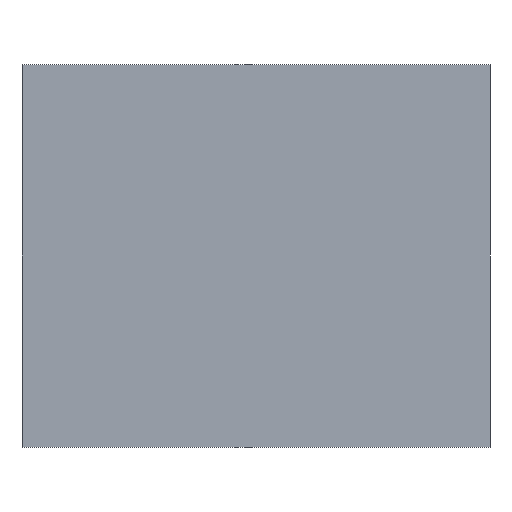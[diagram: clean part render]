
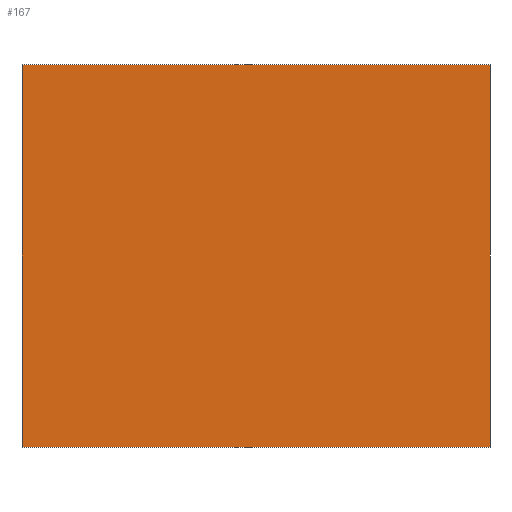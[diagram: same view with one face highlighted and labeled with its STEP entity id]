
A CAD part, left-side view. The second image highlights one B-rep face of the part: STEP entity #167.
In plain terms, the highlighted free-form (B-spline) face has degree [1, 1] with [2, 2] control points.
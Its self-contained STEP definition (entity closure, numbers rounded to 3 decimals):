
#8 = CARTESIAN_POINT ( 'NONE',  ( 0., 154.176, 130. ) ) ;
#9 = VERTEX_POINT ( 'NONE', #131 ) ;
#12 = B_SPLINE_SURFACE_WITH_KNOTS ( 'NONE', 1, 1, ( 
 ( #48, #210 ),
 ( #223, #51 ) ),
 .UNSPECIFIED., .F., .F., .F.,
 ( 2, 2 ),
 ( 2, 2 ),
 ( 0., 1. ),
 ( 0., 1. ),
 .UNSPECIFIED. ) ;
#16 = B_SPLINE_CURVE_WITH_KNOTS ( 'NONE', 1,
 ( #87, #169 ),
 .UNSPECIFIED., .F., .F.,
 ( 2, 2 ),
 ( 0., 1. ),
 .UNSPECIFIED. ) ;
#18 = VERTEX_POINT ( 'NONE', #217 ) ;
#21 = CARTESIAN_POINT ( 'NONE',  ( 0., -154.176, 130. ) ) ;
#28 = CARTESIAN_POINT ( 'NONE',  ( 0., -154.176, 130. ) ) ;
#38 = EDGE_LOOP ( 'NONE', ( #195, #179, #143, #130 ) ) ;
#44 = FACE_OUTER_BOUND ( 'NONE', #38, .T. ) ;
#48 = CARTESIAN_POINT ( 'NONE',  ( 0., -154.176, -122. ) ) ;
#51 = CARTESIAN_POINT ( 'NONE',  ( 0., 154.176, 130. ) ) ;
#61 = B_SPLINE_CURVE_WITH_KNOTS ( 'NONE', 1,
 ( #21, #120 ),
 .UNSPECIFIED., .F., .F.,
 ( 2, 2 ),
 ( 0., 1. ),
 .UNSPECIFIED. ) ;
#64 = EDGE_CURVE ( 'NONE', #9, #18, #16, .T. ) ;
#87 = CARTESIAN_POINT ( 'NONE',  ( 0., -154.176, -122. ) ) ;
#96 = VERTEX_POINT ( 'NONE', #219 ) ;
#107 = CARTESIAN_POINT ( 'NONE',  ( 0., 154.176, 130. ) ) ;
#112 = VERTEX_POINT ( 'NONE', #8 ) ;
#120 = CARTESIAN_POINT ( 'NONE',  ( 0., -154.176, -122. ) ) ;
#130 = ORIENTED_EDGE ( 'NONE', *, *, #142, .F. ) ;
#131 = CARTESIAN_POINT ( 'NONE',  ( 0., -154.176, -122. ) ) ;
#142 = EDGE_CURVE ( 'NONE', #96, #9, #61, .T. ) ;
#143 = ORIENTED_EDGE ( 'NONE', *, *, #64, .F. ) ;
#144 = B_SPLINE_CURVE_WITH_KNOTS ( 'NONE', 1,
 ( #162, #218 ),
 .UNSPECIFIED., .F., .F.,
 ( 2, 2 ),
 ( 0., 1. ),
 .UNSPECIFIED. ) ;
#156 = EDGE_CURVE ( 'NONE', #18, #112, #144, .T. ) ;
#162 = CARTESIAN_POINT ( 'NONE',  ( 0., 154.176, -122. ) ) ;
#167 = ADVANCED_FACE ( 'NONE', ( #44 ), #12, .T. ) ;
#168 = B_SPLINE_CURVE_WITH_KNOTS ( 'NONE', 1,
 ( #28, #107 ),
 .UNSPECIFIED., .F., .F.,
 ( 2, 2 ),
 ( 0., 1. ),
 .UNSPECIFIED. ) ;
#169 = CARTESIAN_POINT ( 'NONE',  ( 0., 154.176, -122. ) ) ;
#179 = ORIENTED_EDGE ( 'NONE', *, *, #156, .F. ) ;
#194 = EDGE_CURVE ( 'NONE', #96, #112, #168, .T. ) ;
#195 = ORIENTED_EDGE ( 'NONE', *, *, #194, .T. ) ;
#210 = CARTESIAN_POINT ( 'NONE',  ( 0., 154.176, -122. ) ) ;
#217 = CARTESIAN_POINT ( 'NONE',  ( 0., 154.176, -122. ) ) ;
#218 = CARTESIAN_POINT ( 'NONE',  ( 0., 154.176, 130. ) ) ;
#219 = CARTESIAN_POINT ( 'NONE',  ( 0., -154.176, 130. ) ) ;
#223 = CARTESIAN_POINT ( 'NONE',  ( 0., -154.176, 130. ) ) ;
